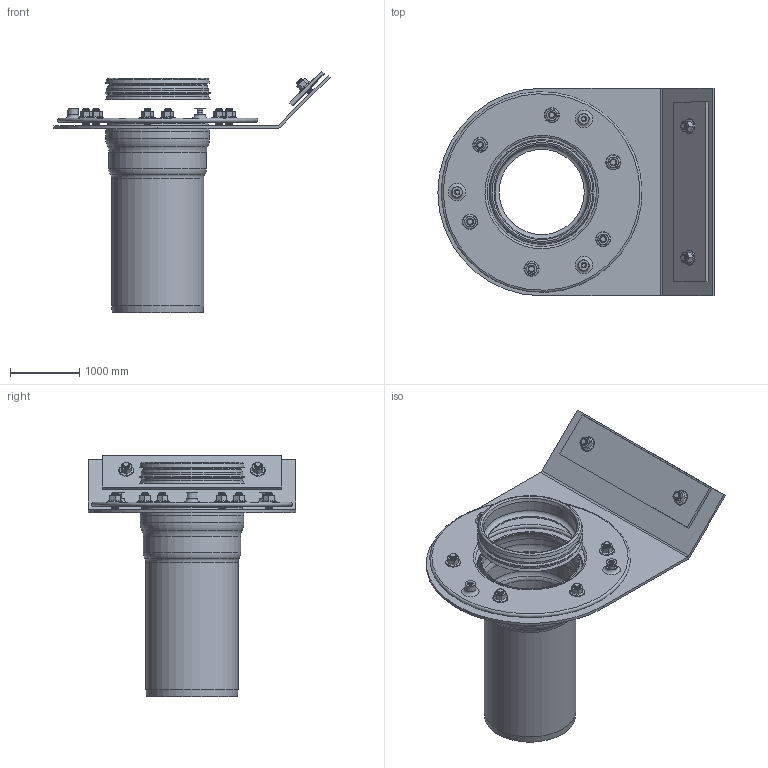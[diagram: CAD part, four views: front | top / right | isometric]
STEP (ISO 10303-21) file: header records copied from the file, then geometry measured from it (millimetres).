
FILE_DESCRIPTION(/* description */ (''),/* implementation_level */ '2;1');
FILE_NAME(/* name */ '21822.125X_3D.stp',/* time_stamp */ '2024-12-12T08:45:53+01:00',/* author */ ('CAD'),/* organization */ (''),/* preprocessor_version */ 'ST-DEVELOPER v20',/* originating_system */ 'AutoCAD Mechanical',/* authorisation */ '');
FILE_SCHEMA (('AUTOMOTIVE_DESIGN { 1 0 10303 214 3 1 1 }'));
Length unit declared in the file: centimetre
Products named in the file (2): Product; *S0
Assembly tree (1 placements, depth 2):
  Product
    *S0
Bounding box: 3992.46 x 3000 x 3490.85 mm (x, y, z)
Volume: 1058502656.3 mm3; surface area: 64537740.6 mm2
Topology: 24 solids, 24 shells, 544 faces, 1120 edges, 640 vertices
Faces by surface type: cone 332, plane 125, cylinder 58, torus 29
Full cylindrical faces by diameter (mm): 70 x6, 80 x12, 83.76 x8, 100 x8, 160 x8, 1230 x1, 1300 x1, 1330 x1, 1350 x1, 1380 x1, 1400 x1, 1410 x1, 1466 x1, 1470 x2, 1500 x1, 1510 x1, 1514 x1
Entity records: 14736 total; most frequent: CARTESIAN_POINT 3051, DIRECTION 2605, ORIENTED_EDGE 2240, EDGE_CURVE 1120, AXIS2_PLACEMENT_3D 1090, VERTEX_POINT 640, EDGE_LOOP 612, FACE_OUTER_BOUND 544
